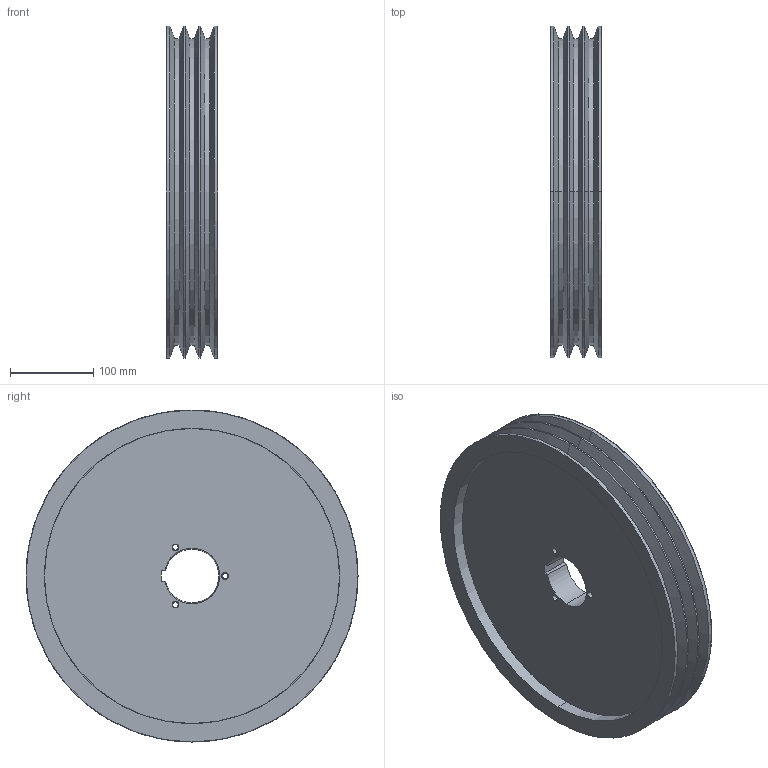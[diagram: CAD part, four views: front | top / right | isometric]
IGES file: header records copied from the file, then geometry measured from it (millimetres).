
Start section: SolidWorks IGES file using analytic representation for surfaces
Global section: file name: 3B3B5V10808335582053.igs; native system: SolidWorks 2007; preprocessor: SolidWorks 2007; author: partstream; date: 060808.033605; units: inch
Bounding box: 61.91 x 398.27 x 398.27 mm (x, y, z)
Surface area: 438951.7 mm2 (no closed solid volume)
Topology: 0 solids, 0 shells, 93 faces, 1138 edges, 1138 vertices
Faces by surface type: bspline 48, revolution 45
